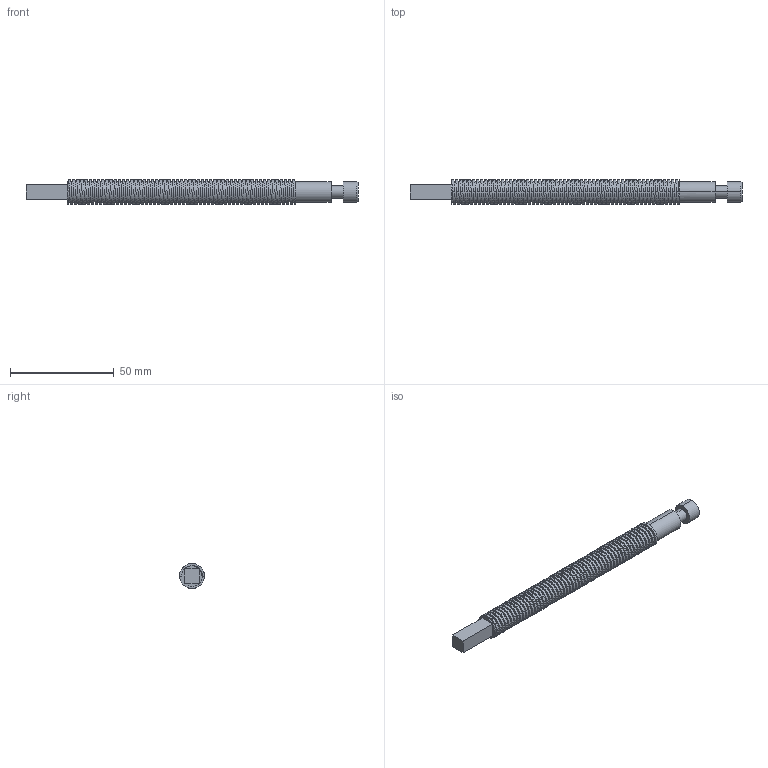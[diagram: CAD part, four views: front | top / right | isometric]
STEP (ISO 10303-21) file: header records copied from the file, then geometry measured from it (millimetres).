
FILE_DESCRIPTION (( 'STEP AP214' ), '1' );
FILE_NAME ('Screw Spindle.STEP', '2025-02-11T19:55:49', ( '' ), ( '' ), 'SwSTEP 2.0', 'SolidWorks 2024', '' );
FILE_SCHEMA (( 'AUTOMOTIVE_DESIGN' ));
Length unit declared in the file: millimetre
Products named in the file (1): Screw Spindle
Bounding box: 160 x 12 x 12 mm (x, y, z)
Volume: 13570.3 mm3; surface area: 9326.6 mm2
Topology: 1 solids, 1 shells, 133 faces, 380 edges, 252 vertices
Faces by surface type: cylinder 118, plane 10, bspline 3, cone 2
Entity records: 10899 total; most frequent: CARTESIAN_POINT 8084, ORIENTED_EDGE 760, DIRECTION 429, EDGE_CURVE 380, VERTEX_POINT 252, AXIS2_PLACEMENT_3D 149, EDGE_LOOP 136, ADVANCED_FACE 133
